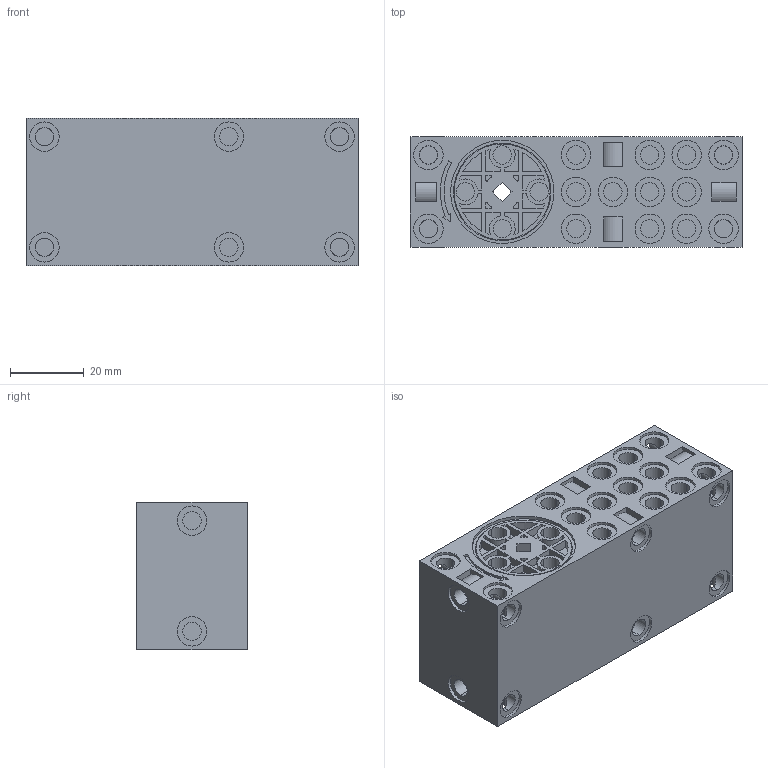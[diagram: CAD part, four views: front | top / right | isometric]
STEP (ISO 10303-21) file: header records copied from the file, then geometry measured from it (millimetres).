
FILE_DESCRIPTION (( 'STEP AP214' ), '1' );
FILE_NAME ('MObeta_red.STEP', '2019-08-21T16:54:50', ( '' ), ( '' ), 'SwSTEP 2.0', 'SolidWorks 2019', '' );
FILE_SCHEMA (( 'AUTOMOTIVE_DESIGN' ));
Length unit declared in the file: millimetre
Products named in the file (1): MObeta_red
Bounding box: 90 x 30 x 40 mm (x, y, z)
Volume: 94875 mm3; surface area: 24348.8 mm2
Topology: 1 solids, 3 shells, 575 faces, 1308 edges, 856 vertices
Faces by surface type: cylinder 304, plane 271
Entity records: 16328 total; most frequent: DIRECTION 2940, CARTESIAN_POINT 2932, ORIENTED_EDGE 2616, EDGE_CURVE 1308, AXIS2_PLACEMENT_3D 1120, VERTEX_POINT 856, EDGE_LOOP 710, VECTOR 700
